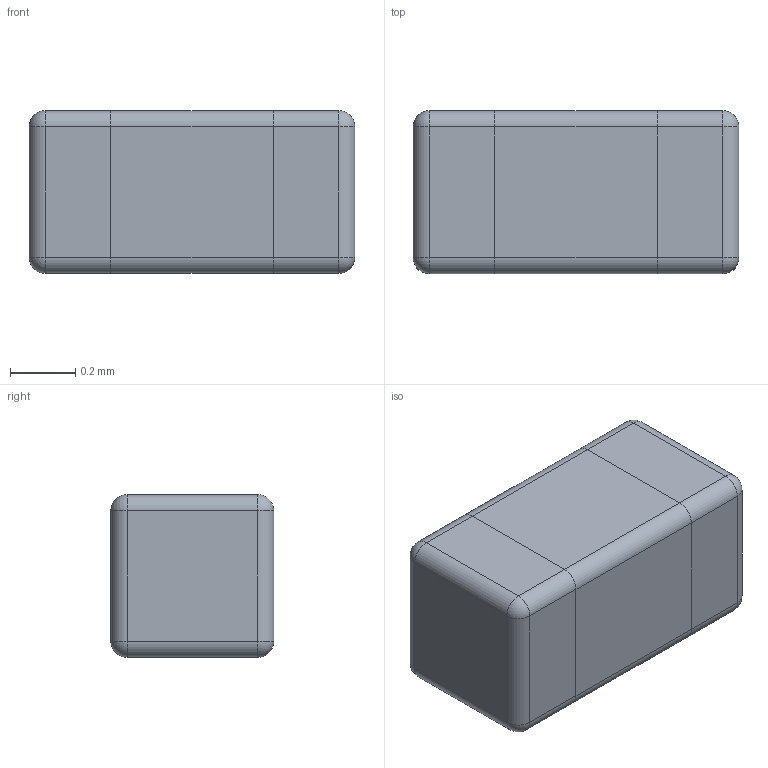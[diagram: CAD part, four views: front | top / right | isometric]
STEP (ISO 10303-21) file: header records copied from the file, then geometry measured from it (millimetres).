
FILE_DESCRIPTION (( 'STEP AP214' ), '1' );
FILE_NAME ('SMD Capacitor 0402.STEP', '2019-02-10T08:30:48', ( '' ), ( '' ), 'SwSTEP 2.0', 'SolidWorks 2018', '' );
FILE_SCHEMA (( 'AUTOMOTIVE_DESIGN' ));
Length unit declared in the file: millimetre
Products named in the file (1): SMD Capacitor 0402
Bounding box: 1 x 0.5 x 0.5 mm (x, y, z)
Volume: 0.2 mm3; surface area: 2.3 mm2
Topology: 1 solids, 1 shells, 96 faces, 229 edges, 134 vertices
Faces by surface type: plane 39, bspline 29, cylinder 20, sphere 8
Entity records: 5457 total; most frequent: CARTESIAN_POINT 2385, ORIENTED_EDGE 442, DIRECTION 331, EDGE_CURVE 221, VERTEX_POINT 134, LINE 131, VECTOR 131, EDGE_LOOP 103
